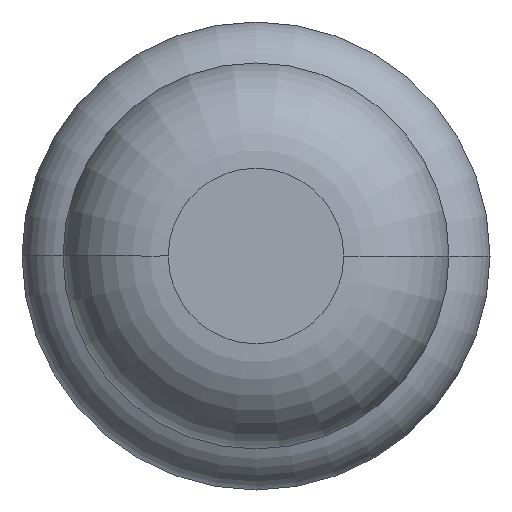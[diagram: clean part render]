
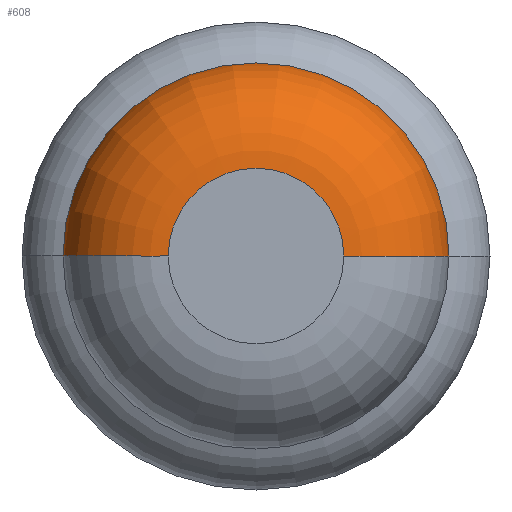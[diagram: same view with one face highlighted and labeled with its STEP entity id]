
A CAD part, front view. The second image highlights one B-rep face of the part: STEP entity #608.
In plain terms, the highlighted toroidal (fillet/blend) face has major radius 0.375 mm and minor radius 0.45 mm.
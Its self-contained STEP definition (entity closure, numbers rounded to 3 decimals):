
#191 = CARTESIAN_POINT ( 'NONE',  ( -0.375, -32., 0. ) ) ;
#194 = DIRECTION ( 'NONE',  ( 0., 0., -1. ) ) ;
#288 = DIRECTION ( 'NONE',  ( 1., 0., 0. ) ) ;
#301 = CARTESIAN_POINT ( 'NONE',  ( -0.375, -31.55, 0. ) ) ;
#308 = AXIS2_PLACEMENT_3D ( 'NONE', #301, #3115, #2593 ) ;
#356 = CIRCLE ( 'NONE', #308, 0.45 ) ;
#412 = VERTEX_POINT ( 'NONE', #3129 ) ;
#608 = ADVANCED_FACE ( 'Defeature ausgef�hrt1_7', ( #2508 ), #2298, .T. ) ;
#1041 = VERTEX_POINT ( 'NONE', #2720 ) ;
#1118 = ORIENTED_EDGE ( 'NONE', *, *, #2744, .T. ) ;
#1184 = DIRECTION ( 'NONE',  ( 1., 0., 0. ) ) ;
#1206 = ORIENTED_EDGE ( 'NONE', *, *, #1714, .T. ) ;
#1268 = CARTESIAN_POINT ( 'NONE',  ( -0.825, -31.55, 0. ) ) ;
#1289 = DIRECTION ( 'NONE',  ( -1., 0., 0. ) ) ;
#1326 = AXIS2_PLACEMENT_3D ( 'NONE', #3067, #194, #1289 ) ;
#1432 = EDGE_LOOP ( 'NONE', ( #1118, #1206, #3169, #3090 ) ) ;
#1558 = DIRECTION ( 'NONE',  ( 1., 0., 0. ) ) ;
#1601 = CIRCLE ( 'NONE', #2034, 0.825 ) ;
#1664 = EDGE_CURVE ( 'NONE', #412, #1041, #2830, .T. ) ;
#1696 = DIRECTION ( 'NONE',  ( 0., -1., 0. ) ) ;
#1714 = EDGE_CURVE ( 'NONE', #2700, #2609, #356, .T. ) ;
#1815 = DIRECTION ( 'NONE',  ( 0., -1., 0. ) ) ;
#2034 = AXIS2_PLACEMENT_3D ( 'NONE', #2829, #1815, #288 ) ;
#2072 = DIRECTION ( 'NONE',  ( 0., -1., 0. ) ) ;
#2298 = TOROIDAL_SURFACE ( 'NONE', #3251, 0.375, 0.45 ) ;
#2508 = FACE_OUTER_BOUND ( 'NONE', #1432, .T. ) ;
#2534 = CIRCLE ( 'NONE', #2891, 0.375 ) ;
#2593 = DIRECTION ( 'NONE',  ( 1., 0., 0. ) ) ;
#2609 = VERTEX_POINT ( 'NONE', #191 ) ;
#2700 = VERTEX_POINT ( 'NONE', #1268 ) ;
#2720 = CARTESIAN_POINT ( 'NONE',  ( 0.375, -32., 0. ) ) ;
#2744 = EDGE_CURVE ( 'Defeature ausgef�hrt1_7+Defeature ausgef�hrt1_8+Defeature ausgef�hrt1_8+Defeature ausgef�hrt1_8', #412, #2700, #1601, .T. ) ;
#2755 = EDGE_CURVE ( 'Defeature ausgef�hrt1_6+Defeature ausgef�hrt1_7+Defeature ausgef�hrt1_7+Defeature ausgef�hrt1_7', #1041, #2609, #2534, .T. ) ;
#2829 = CARTESIAN_POINT ( 'NONE',  ( 0., -31.55, 0. ) ) ;
#2830 = CIRCLE ( 'NONE', #1326, 0.45 ) ;
#2891 = AXIS2_PLACEMENT_3D ( 'NONE', #3316, #2072, #1558 ) ;
#2947 = CARTESIAN_POINT ( 'NONE',  ( 0., -31.55, 0. ) ) ;
#3067 = CARTESIAN_POINT ( 'NONE',  ( 0.375, -31.55, 0. ) ) ;
#3090 = ORIENTED_EDGE ( 'NONE', *, *, #1664, .F. ) ;
#3115 = DIRECTION ( 'NONE',  ( 0., 0., 1. ) ) ;
#3129 = CARTESIAN_POINT ( 'NONE',  ( 0.825, -31.55, 0. ) ) ;
#3169 = ORIENTED_EDGE ( 'NONE', *, *, #2755, .F. ) ;
#3251 = AXIS2_PLACEMENT_3D ( 'NONE', #2947, #1696, #1184 ) ;
#3316 = CARTESIAN_POINT ( 'NONE',  ( 0., -32., 0. ) ) ;
